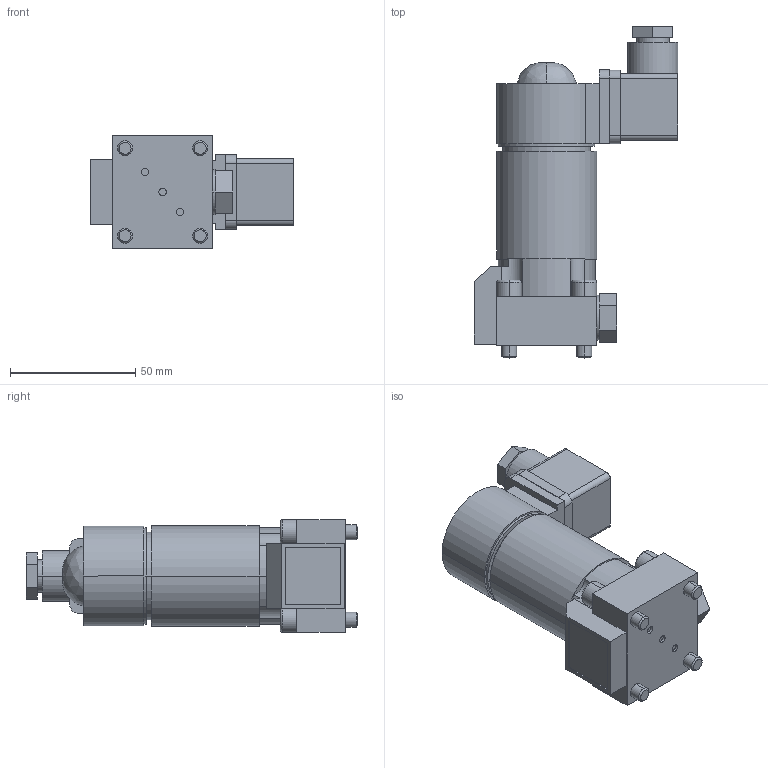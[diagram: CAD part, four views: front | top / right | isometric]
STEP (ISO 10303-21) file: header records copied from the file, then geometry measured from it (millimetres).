
FILE_DESCRIPTION((''),'2;1');
FILE_NAME('ILCM47111252','2006-06-22T',('KR'),(''),'PRO/ENGINEER BY PARAMETRIC TECHNOLOGY CORPORATION, 2004290','PRO/ENGINEER BY PARAMETRIC TECHNOLOGY CORPORATION, 2004290','');
FILE_SCHEMA(('AUTOMOTIVE_DESIGN_CC2 { 1 2 10303 214 -1 1 5 2 }'));
Length unit declared in the file: millimetre
Products named in the file (1): ILCM47111252
Bounding box: 81.5 x 132.6 x 45 mm (x, y, z)
Volume: 181033.7 mm3; surface area: 28229.9 mm2
Topology: 1 solids, 1 shells, 191 faces, 461 edges, 294 vertices
Faces by surface type: plane 113, cylinder 58, cone 10, torus 8, bspline 2
Entity records: 7129 total; most frequent: CARTESIAN_POINT 1009, DIRECTION 1008, ORIENTED_EDGE 922, PRESENTATION_STYLE_ASSIGNMENT 462, STYLED_ITEM 462, CURVE_STYLE 461, EDGE_CURVE 461, AXIS2_PLACEMENT_3D 360
